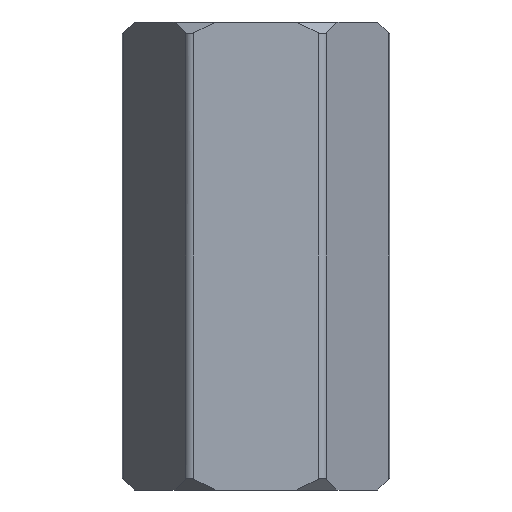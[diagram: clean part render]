
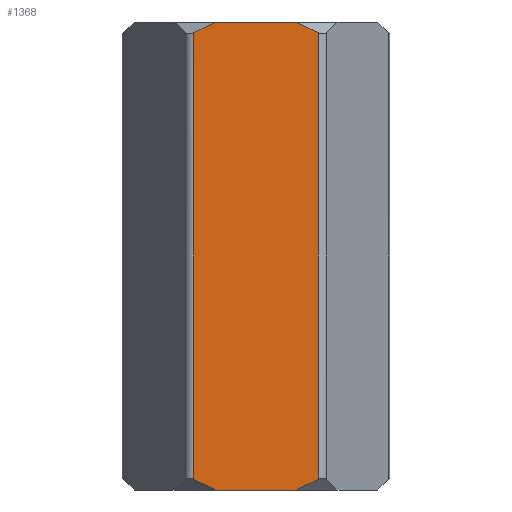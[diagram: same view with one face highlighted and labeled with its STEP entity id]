
A CAD part, front view. The second image highlights one B-rep face of the part: STEP entity #1368.
In plain terms, the highlighted planar face has unit normal (0, -1, 0).
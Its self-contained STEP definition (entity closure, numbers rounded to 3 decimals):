
#29=PLANE('',#1467);
#106=FACE_OUTER_BOUND('',#178,.T.);
#178=EDGE_LOOP('',(#1075,#1076,#1077,#1078,#1079,#1080,#1081,#1082));
#371=LINE('',#3300,#471);
#373=LINE('',#3306,#473);
#376=LINE('',#3312,#476);
#377=LINE('',#3314,#477);
#378=LINE('',#3316,#478);
#379=LINE('',#3318,#479);
#380=LINE('',#3320,#480);
#381=LINE('',#3321,#481);
#471=VECTOR('',#1689,10.);
#473=VECTOR('',#1695,10.);
#476=VECTOR('',#1700,10.);
#477=VECTOR('',#1701,10.);
#478=VECTOR('',#1702,10.);
#479=VECTOR('',#1703,10.);
#480=VECTOR('',#1704,10.);
#481=VECTOR('',#1705,10.);
#621=VERTEX_POINT('',#3297);
#622=VERTEX_POINT('',#3299);
#624=VERTEX_POINT('',#3305);
#626=VERTEX_POINT('',#3311);
#627=VERTEX_POINT('',#3313);
#628=VERTEX_POINT('',#3315);
#629=VERTEX_POINT('',#3317);
#630=VERTEX_POINT('',#3319);
#807=EDGE_CURVE('',#621,#622,#371,.T.);
#810=EDGE_CURVE('',#622,#624,#373,.T.);
#813=EDGE_CURVE('',#621,#626,#376,.T.);
#814=EDGE_CURVE('',#627,#626,#377,.T.);
#815=EDGE_CURVE('',#627,#628,#378,.T.);
#816=EDGE_CURVE('',#629,#628,#379,.T.);
#817=EDGE_CURVE('',#630,#629,#380,.T.);
#818=EDGE_CURVE('',#630,#624,#381,.T.);
#1075=ORIENTED_EDGE('',*,*,#807,.F.);
#1076=ORIENTED_EDGE('',*,*,#813,.T.);
#1077=ORIENTED_EDGE('',*,*,#814,.F.);
#1078=ORIENTED_EDGE('',*,*,#815,.T.);
#1079=ORIENTED_EDGE('',*,*,#816,.F.);
#1080=ORIENTED_EDGE('',*,*,#817,.F.);
#1081=ORIENTED_EDGE('',*,*,#818,.T.);
#1082=ORIENTED_EDGE('',*,*,#810,.F.);
#1368=ADVANCED_FACE('',(#106),#29,.T.);
#1467=AXIS2_PLACEMENT_3D('',#3310,#1698,#1699);
#1689=DIRECTION('',(0.,0.,-1.));
#1695=DIRECTION('',(-0.894,0.,-0.447));
#1698=DIRECTION('center_axis',(0.,-1.,0.));
#1699=DIRECTION('ref_axis',(1.,0.,0.));
#1700=DIRECTION('',(-0.894,0.,0.447));
#1701=DIRECTION('',(1.,0.,0.));
#1702=DIRECTION('',(-0.894,0.,-0.447));
#1703=DIRECTION('',(0.,0.,1.));
#1704=DIRECTION('',(-0.894,0.,0.447));
#1705=DIRECTION('',(1.,0.,0.));
#3297=CARTESIAN_POINT('',(1.328,-2.5,4.771));
#3299=CARTESIAN_POINT('',(1.328,-2.5,-4.771));
#3300=CARTESIAN_POINT('',(1.328,-2.5,0.));
#3305=CARTESIAN_POINT('',(0.87,-2.5,-5.));
#3306=CARTESIAN_POINT('',(1.29,-2.5,-4.79));
#3310=CARTESIAN_POINT('Origin',(-1.443,-2.5,0.));
#3311=CARTESIAN_POINT('',(0.87,-2.5,5.));
#3312=CARTESIAN_POINT('',(1.29,-2.5,4.79));
#3313=CARTESIAN_POINT('',(-0.87,-2.5,5.));
#3314=CARTESIAN_POINT('',(-1.443,-2.5,5.));
#3315=CARTESIAN_POINT('',(-1.328,-2.5,4.771));
#3316=CARTESIAN_POINT('',(-2.098,-2.5,4.386));
#3317=CARTESIAN_POINT('',(-1.328,-2.5,-4.771));
#3318=CARTESIAN_POINT('',(-1.328,-2.5,0.));
#3319=CARTESIAN_POINT('',(-0.87,-2.5,-5.));
#3320=CARTESIAN_POINT('',(-2.098,-2.5,-4.386));
#3321=CARTESIAN_POINT('',(-1.443,-2.5,-5.));
